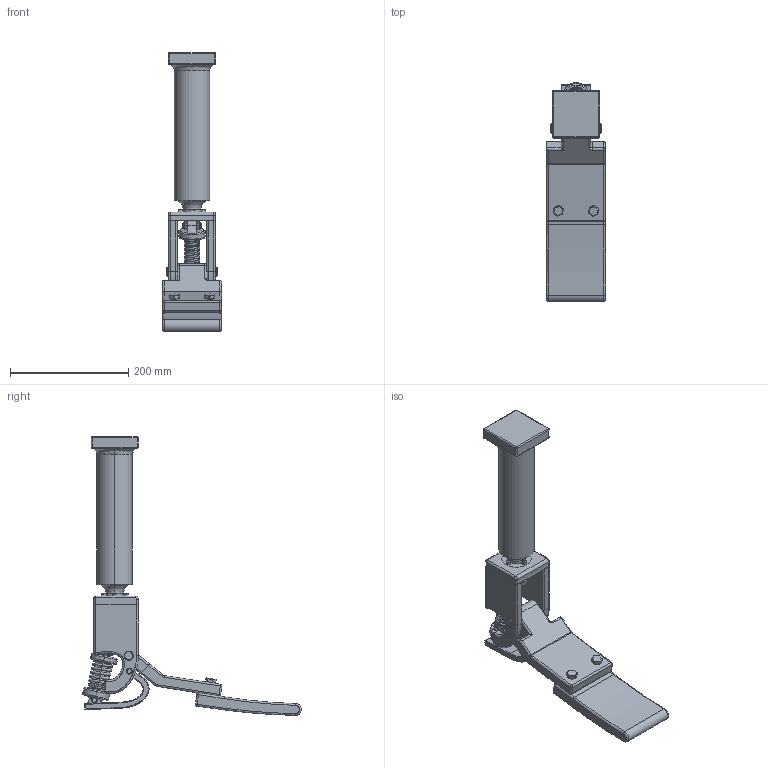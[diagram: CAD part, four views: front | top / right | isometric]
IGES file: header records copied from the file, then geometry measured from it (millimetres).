
Start section: START RECORD GO HERE.
Global section: file name: Assembly1.igs; native system: IBM CATIA IGES - CATIA Version 5 Release 18 ; preprocessor: CATIA Version 5 Release 18 ; author: Cris Muhil; organization: CrisMuhil-PC; date: 20140325.172838; units: millimetre
Bounding box: 100 x 370.16 x 472.06 mm (x, y, z)
Surface area: 359978.5 mm2 (no closed solid volume)
Topology: 0 solids, 0 shells, 790 faces, 3321 edges, 3299 vertices
Faces by surface type: revolution 516, plane 175, bspline 93, extrusion 6
